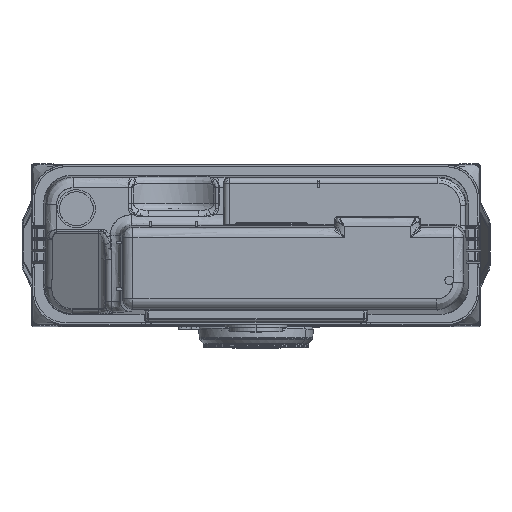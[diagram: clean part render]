
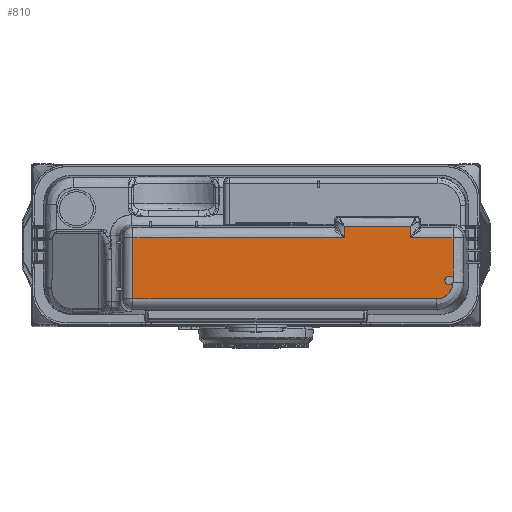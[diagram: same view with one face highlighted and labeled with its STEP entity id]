
A CAD part, top view. The second image highlights one B-rep face of the part: STEP entity #810.
In plain terms, the highlighted planar face has unit normal (0, 0, 1).
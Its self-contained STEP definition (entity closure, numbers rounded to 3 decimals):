
#810=ADVANCED_FACE('',(#2469),#26562,.T.);
#2469=FACE_OUTER_BOUND('',#4187,.T.);
#4187=EDGE_LOOP('',(#8457,#8458,#8459,#8460,#8461,#8462,#8463,#8464,#8465,
#8466));
#8457=ORIENTED_EDGE('',*,*,#15566,.T.);
#8458=ORIENTED_EDGE('',*,*,#15565,.F.);
#8459=ORIENTED_EDGE('',*,*,#15567,.T.);
#8460=ORIENTED_EDGE('',*,*,#15568,.T.);
#8461=ORIENTED_EDGE('',*,*,#15569,.T.);
#8462=ORIENTED_EDGE('',*,*,#15570,.T.);
#8463=ORIENTED_EDGE('',*,*,#15571,.T.);
#8464=ORIENTED_EDGE('',*,*,#15572,.T.);
#8465=ORIENTED_EDGE('',*,*,#15573,.T.);
#8466=ORIENTED_EDGE('',*,*,#15574,.F.);
#15565=EDGE_CURVE('',#23712,#23710,#18996,.T.);
#15566=EDGE_CURVE('',#23706,#23710,#18997,.T.);
#15567=EDGE_CURVE('',#23712,#23713,#21088,.T.);
#15568=EDGE_CURVE('',#23713,#23714,#21089,.T.);
#15569=EDGE_CURVE('',#23714,#23715,#21090,.T.);
#15570=EDGE_CURVE('',#23715,#23716,#21091,.T.);
#15571=EDGE_CURVE('',#23716,#23717,#21092,.T.);
#15572=EDGE_CURVE('',#23717,#23718,#21093,.T.);
#15573=EDGE_CURVE('',#23718,#23707,#21094,.T.);
#15574=EDGE_CURVE('',#23706,#23707,#21095,.T.);
#18996=(
BOUNDED_CURVE()
B_SPLINE_CURVE(1,(#72906,#72907),.UNSPECIFIED.,.F.,.F.)
B_SPLINE_CURVE_WITH_KNOTS((2,2),(-38.214,0.),.UNSPECIFIED.)
CURVE()
GEOMETRIC_REPRESENTATION_ITEM()
RATIONAL_B_SPLINE_CURVE((1.,1.))
REPRESENTATION_ITEM('')
);
#18997=(
BOUNDED_CURVE()
B_SPLINE_CURVE(2,(#72908,#72909,#72910,#72911,#72912,#72913,#72914,#72915,
#72916),.UNSPECIFIED.,.F.,.F.)
B_SPLINE_CURVE_WITH_KNOTS((3,2,2,2,3),(-10.606,-5.303,
0.,5.321,10.643),.UNSPECIFIED.)
CURVE()
GEOMETRIC_REPRESENTATION_ITEM()
RATIONAL_B_SPLINE_CURVE((1.,0.803,1.,0.803,1.,0.801,
1.,0.801,1.))
REPRESENTATION_ITEM('')
);
#21088=B_SPLINE_CURVE_WITH_KNOTS('',1,(#72917,#72918),.UNSPECIFIED.,.F.,
 .F.,(2,2),(0.,39.978),.UNSPECIFIED.);
#21089=B_SPLINE_CURVE_WITH_KNOTS('',1,(#72919,#72920),.UNSPECIFIED.,.F.,
 .F.,(2,2),(0.,11.022),.UNSPECIFIED.);
#21090=B_SPLINE_CURVE_WITH_KNOTS('',1,(#72921,#72922),.UNSPECIFIED.,.F.,
 .F.,(2,2),(0.,63.),.UNSPECIFIED.);
#21091=B_SPLINE_CURVE_WITH_KNOTS('',1,(#72923,#72924),.UNSPECIFIED.,.F.,
 .F.,(2,2),(0.,11.022),.UNSPECIFIED.);
#21092=B_SPLINE_CURVE_WITH_KNOTS('',1,(#72925,#72926),.UNSPECIFIED.,.F.,
 .F.,(2,2),(0.,199.935),.UNSPECIFIED.);
#21093=B_SPLINE_CURVE_WITH_KNOTS('',1,(#72927,#72928),.UNSPECIFIED.,.F.,
 .F.,(2,2),(0.,57.956),.UNSPECIFIED.);
#21094=B_SPLINE_CURVE_WITH_KNOTS('',1,(#72929,#72930),.UNSPECIFIED.,.F.,
 .F.,(2,2),(0.,286.923),.UNSPECIFIED.);
#21095=B_SPLINE_CURVE_WITH_KNOTS('',3,(#72931,#72932,#72933,#72934,#72935,
#72936,#72937,#72938,#72939,#72940,#72941,#72942,#72943,#72944,#72945,#72946,
#72947,#72948,#72949),.UNSPECIFIED.,.F.,.F.,(4,1,1,1,1,1,1,1,1,1,1,1,1,
1,1,1,4),(0.,0.062,0.125,0.187,0.25,
0.312,0.375,0.437,0.5,
0.562,0.625,0.687,0.75,
0.812,0.875,0.937,1.),.UNSPECIFIED.);
#23706=VERTEX_POINT('',#71823);
#23707=VERTEX_POINT('',#71824);
#23710=VERTEX_POINT('',#71827);
#23712=VERTEX_POINT('',#71829);
#23713=VERTEX_POINT('',#71830);
#23714=VERTEX_POINT('',#71831);
#23715=VERTEX_POINT('',#71832);
#23716=VERTEX_POINT('',#71833);
#23717=VERTEX_POINT('',#71834);
#23718=VERTEX_POINT('',#71835);
#26562=PLANE('',#27317);
#27317=AXIS2_PLACEMENT_3D('',#55654,#27970,$);
#27970=DIRECTION('',(0.,0.,1.));
#55654=CARTESIAN_POINT('',(-146.847,-58.954,761.451));
#71823=CARTESIAN_POINT('',(186.458,-36.753,761.45));
#71824=CARTESIAN_POINT('',(170.488,-51.936,761.451));
#71827=CARTESIAN_POINT('',(186.478,-32.194,761.449));
#71829=CARTESIAN_POINT('',(186.478,6.02,761.451));
#71830=CARTESIAN_POINT('',(146.5,6.02,761.451));
#71831=CARTESIAN_POINT('',(146.5,17.042,761.451));
#71832=CARTESIAN_POINT('',(83.5,17.042,761.451));
#71833=CARTESIAN_POINT('',(83.5,6.02,761.451));
#71834=CARTESIAN_POINT('',(-116.435,6.02,761.451));
#71835=CARTESIAN_POINT('',(-116.435,-51.936,761.451));
#72906=CARTESIAN_POINT('',(186.478,6.02,761.451));
#72907=CARTESIAN_POINT('',(186.478,-32.194,761.449));
#72908=CARTESIAN_POINT('',(186.458,-36.753,761.45));
#72909=CARTESIAN_POINT('',(184.753,-39.321,761.45));
#72910=CARTESIAN_POINT('',(181.801,-38.431,761.45));
#72911=CARTESIAN_POINT('',(178.85,-37.541,761.45));
#72912=CARTESIAN_POINT('',(178.85,-34.458,761.449));
#72913=CARTESIAN_POINT('',(178.85,-31.361,761.449));
#72914=CARTESIAN_POINT('',(181.819,-30.479,761.449));
#72915=CARTESIAN_POINT('',(184.788,-29.598,761.449));
#72916=CARTESIAN_POINT('',(186.478,-32.194,761.449));
#72917=CARTESIAN_POINT('',(186.478,6.02,761.451));
#72918=CARTESIAN_POINT('',(146.5,6.02,761.451));
#72919=CARTESIAN_POINT('',(146.5,6.02,761.451));
#72920=CARTESIAN_POINT('',(146.5,17.042,761.451));
#72921=CARTESIAN_POINT('',(146.5,17.042,761.451));
#72922=CARTESIAN_POINT('',(83.5,17.042,761.451));
#72923=CARTESIAN_POINT('',(83.5,17.042,761.451));
#72924=CARTESIAN_POINT('',(83.5,6.02,761.451));
#72925=CARTESIAN_POINT('',(83.5,6.02,761.451));
#72926=CARTESIAN_POINT('',(-116.435,6.02,761.451));
#72927=CARTESIAN_POINT('',(-116.435,6.02,761.451));
#72928=CARTESIAN_POINT('',(-116.435,-51.936,761.451));
#72929=CARTESIAN_POINT('',(-116.435,-51.936,761.451));
#72930=CARTESIAN_POINT('',(170.488,-51.936,761.451));
#72931=CARTESIAN_POINT('',(186.458,-36.753,761.45));
#72932=CARTESIAN_POINT('',(186.432,-37.26,761.45));
#72933=CARTESIAN_POINT('',(186.333,-38.267,761.45));
#72934=CARTESIAN_POINT('',(186.041,-39.761,761.45));
#72935=CARTESIAN_POINT('',(185.609,-41.22,761.45));
#72936=CARTESIAN_POINT('',(185.041,-42.631,761.45));
#72937=CARTESIAN_POINT('',(184.342,-43.981,761.45));
#72938=CARTESIAN_POINT('',(183.517,-45.259,761.45));
#72939=CARTESIAN_POINT('',(182.575,-46.453,761.45));
#72940=CARTESIAN_POINT('',(181.524,-47.552,761.45));
#72941=CARTESIAN_POINT('',(180.373,-48.547,761.45));
#72942=CARTESIAN_POINT('',(179.133,-49.427,761.45));
#72943=CARTESIAN_POINT('',(177.815,-50.187,761.45));
#72944=CARTESIAN_POINT('',(176.431,-50.817,761.45));
#72945=CARTESIAN_POINT('',(174.993,-51.314,761.451));
#72946=CARTESIAN_POINT('',(173.515,-51.672,761.451));
#72947=CARTESIAN_POINT('',(172.007,-51.888,761.451));
#72948=CARTESIAN_POINT('',(170.996,-51.936,761.451));
#72949=CARTESIAN_POINT('',(170.488,-51.936,761.451));
